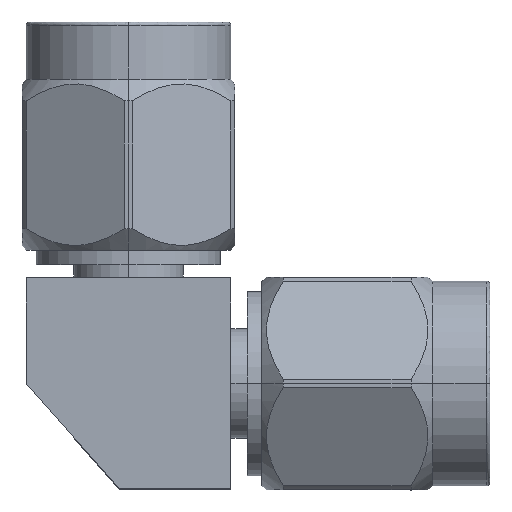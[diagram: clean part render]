
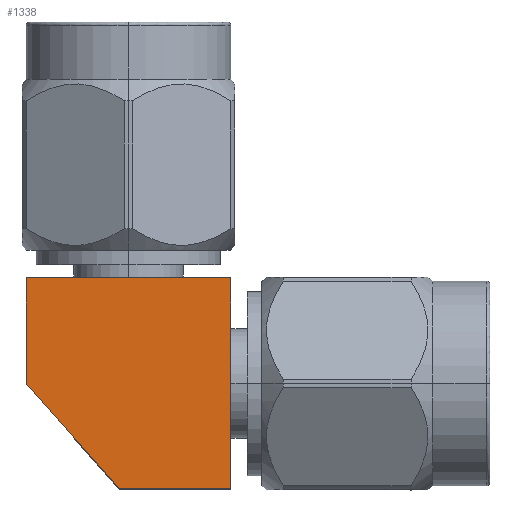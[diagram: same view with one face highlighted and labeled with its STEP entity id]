
A CAD part, top view. The second image highlights one B-rep face of the part: STEP entity #1338.
In plain terms, the highlighted planar face has unit normal (0, 0, 1).
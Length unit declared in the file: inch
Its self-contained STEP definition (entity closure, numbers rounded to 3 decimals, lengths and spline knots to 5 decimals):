
#46 = VECTOR ( 'NONE', #1901, 39.37008 ) ;
#115 = EDGE_CURVE ( 'NONE', #827, #5393, #1827, .T. ) ;
#152 = AXIS2_PLACEMENT_3D ( 'NONE', #1284, #5864, #868 ) ;
#198 = EDGE_CURVE ( 'NONE', #2794, #827, #5519, .T. ) ;
#309 = DIRECTION ( 'NONE',  ( 0.662, -0.75, 0. ) ) ;
#337 = LINE ( 'NONE', #1277, #2404 ) ;
#411 = DIRECTION ( 'NONE',  ( 0., 1., 0. ) ) ;
#439 = CARTESIAN_POINT ( 'NONE',  ( -0.15042, 0.155, 0.155 ) ) ;
#449 = PLANE ( 'NONE',  #152 ) ;
#584 = CARTESIAN_POINT ( 'NONE',  ( 0., 0.155, 0.155 ) ) ;
#615 = ORIENTED_EDGE ( 'NONE', *, *, #3562, .T. ) ;
#696 = VECTOR ( 'NONE', #2125, 39.37008 ) ;
#827 = VERTEX_POINT ( 'NONE', #439 ) ;
#841 = LINE ( 'NONE', #3005, #696 ) ;
#868 = DIRECTION ( 'NONE',  ( 1., 0., 0. ) ) ;
#1277 = CARTESIAN_POINT ( 'NONE',  ( -0.15042, 0., 0.155 ) ) ;
#1284 = CARTESIAN_POINT ( 'NONE',  ( 0., 0., 0.155 ) ) ;
#1338 = ADVANCED_FACE ( 'NONE', ( #3606 ), #449, .T. ) ;
#1459 = ORIENTED_EDGE ( 'NONE', *, *, #115, .T. ) ;
#1827 = LINE ( 'NONE', #2343, #4311 ) ;
#1857 = DIRECTION ( 'NONE',  ( 0., -1., 0. ) ) ;
#1901 = DIRECTION ( 'NONE',  ( -1., 0., 0. ) ) ;
#1973 = CARTESIAN_POINT ( 'NONE',  ( -0.01361, -0.155, 0.155 ) ) ;
#2074 = CARTESIAN_POINT ( 'NONE',  ( 0.15042, -0.155, 0.155 ) ) ;
#2125 = DIRECTION ( 'NONE',  ( 1., 0., 0. ) ) ;
#2343 = CARTESIAN_POINT ( 'NONE',  ( -0.15042, 0., 0.155 ) ) ;
#2404 = VECTOR ( 'NONE', #309, 39.37008 ) ;
#2417 = CARTESIAN_POINT ( 'NONE',  ( 0.15042, 0.155, 0.155 ) ) ;
#2794 = VERTEX_POINT ( 'NONE', #2417 ) ;
#3005 = CARTESIAN_POINT ( 'NONE',  ( 0., -0.155, 0.155 ) ) ;
#3562 = EDGE_CURVE ( 'NONE', #3624, #3927, #841, .T. ) ;
#3606 = FACE_OUTER_BOUND ( 'NONE', #5249, .T. ) ;
#3624 = VERTEX_POINT ( 'NONE', #1973 ) ;
#3719 = EDGE_CURVE ( 'NONE', #5393, #3624, #337, .T. ) ;
#3927 = VERTEX_POINT ( 'NONE', #2074 ) ;
#4081 = EDGE_CURVE ( 'NONE', #3927, #2794, #4369, .T. ) ;
#4161 = CARTESIAN_POINT ( 'NONE',  ( -0.15042, 0., 0.155 ) ) ;
#4189 = ORIENTED_EDGE ( 'NONE', *, *, #4081, .T. ) ;
#4311 = VECTOR ( 'NONE', #1857, 39.37008 ) ;
#4369 = LINE ( 'NONE', #5803, #5210 ) ;
#4651 = ORIENTED_EDGE ( 'NONE', *, *, #198, .T. ) ;
#5210 = VECTOR ( 'NONE', #411, 39.37008 ) ;
#5249 = EDGE_LOOP ( 'NONE', ( #5467, #615, #4189, #4651, #1459 ) ) ;
#5393 = VERTEX_POINT ( 'NONE', #4161 ) ;
#5467 = ORIENTED_EDGE ( 'NONE', *, *, #3719, .T. ) ;
#5519 = LINE ( 'NONE', #584, #46 ) ;
#5803 = CARTESIAN_POINT ( 'NONE',  ( 0.15042, 0., 0.155 ) ) ;
#5864 = DIRECTION ( 'NONE',  ( 0., 0., 1. ) ) ;
